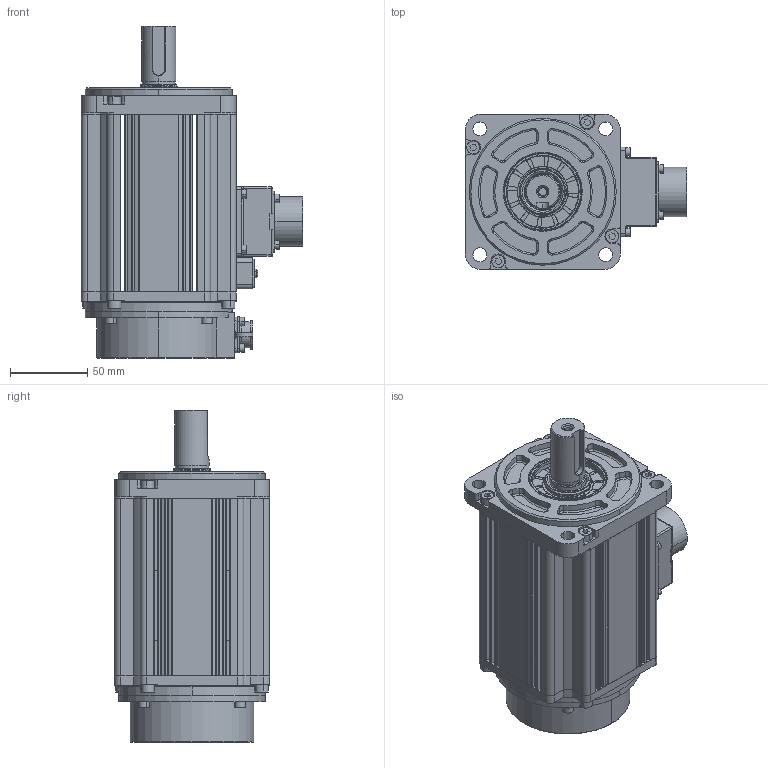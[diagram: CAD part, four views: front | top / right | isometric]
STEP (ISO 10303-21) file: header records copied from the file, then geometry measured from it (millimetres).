
FILE_DESCRIPTION (( 'STEP AP203' ), '1' );
FILE_NAME ('MS6S-100TL30BZ2-21P0.STEP', '2023-08-01T05:48:59', ( '' ), ( '' ), 'SwSTEP 2.0', 'SolidWorks 2022', '' );
FILE_SCHEMA (( 'CONFIG_CONTROL_DESIGN' ));
Length unit declared in the file: millimetre
Products named in the file (1): MS6S-100TL30BZ2-21P0
Bounding box: 143.3 x 100.3 x 214.7 mm (x, y, z)
Surface area: 127922.6 mm2 (no closed solid volume)
Topology: 0 solids, 45 shells, 1015 faces, 3195 edges, 2229 vertices
Faces by surface type: plane 493, cylinder 329, torus 109, cone 49, bspline 27, sphere 8
Entity records: 37635 total; most frequent: CARTESIAN_POINT 9327, DIRECTION 6048, ORIENTED_EDGE 5340, EDGE_CURVE 3189, VERTEX_POINT 2229, AXIS2_PLACEMENT_3D 2184, VECTOR 1680, LINE 1680
